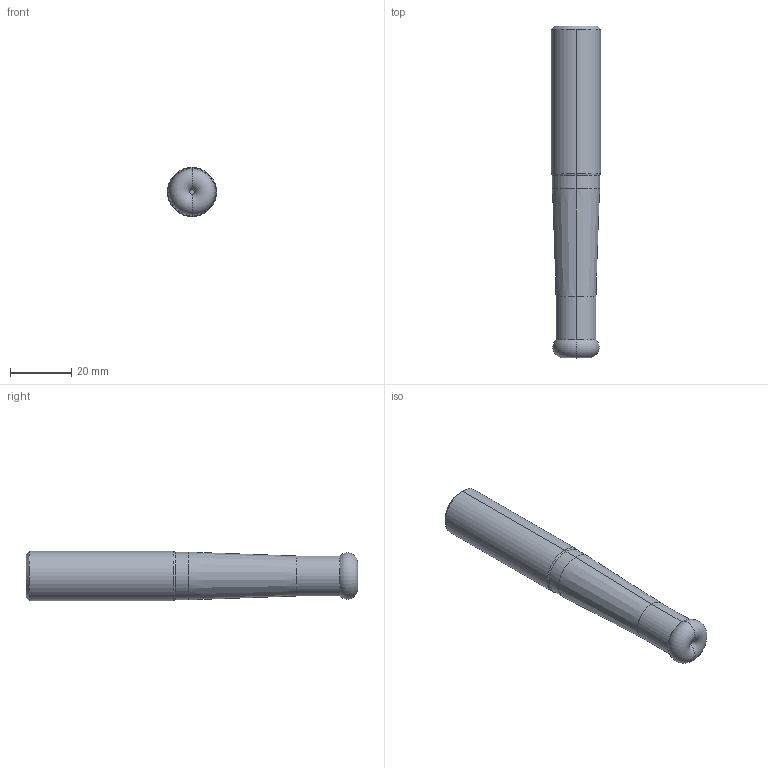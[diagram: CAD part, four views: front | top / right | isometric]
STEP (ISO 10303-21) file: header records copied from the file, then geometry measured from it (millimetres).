
FILE_DESCRIPTION (( 'STEP AP203' ), '1' );
FILE_NAME ('S806-15-60-02-72-.STEP', '2019-04-01T09:15:01', ( '' ), ( '' ), 'SwSTEP 2.0', 'SolidWorks 2018', '' );
FILE_SCHEMA (( 'CONFIG_CONTROL_DESIGN' ));
Length unit declared in the file: millimetre
Products named in the file (1): S806-15-60-02-72-
Bounding box: 16 x 108 x 16 mm (x, y, z)
Volume: 18884.9 mm3; surface area: 5394.4 mm2
Topology: 1 solids, 1 shells, 26 faces, 52 edges, 27 vertices
Faces by surface type: cylinder 8, cone 8, bspline 6, torus 2, plane 2
Entity records: 799 total; most frequent: CARTESIAN_POINT 194, DIRECTION 126, ORIENTED_EDGE 100, AXIS2_PLACEMENT_3D 55, EDGE_CURVE 50, CIRCLE 34, VERTEX_POINT 27, EDGE_LOOP 27
